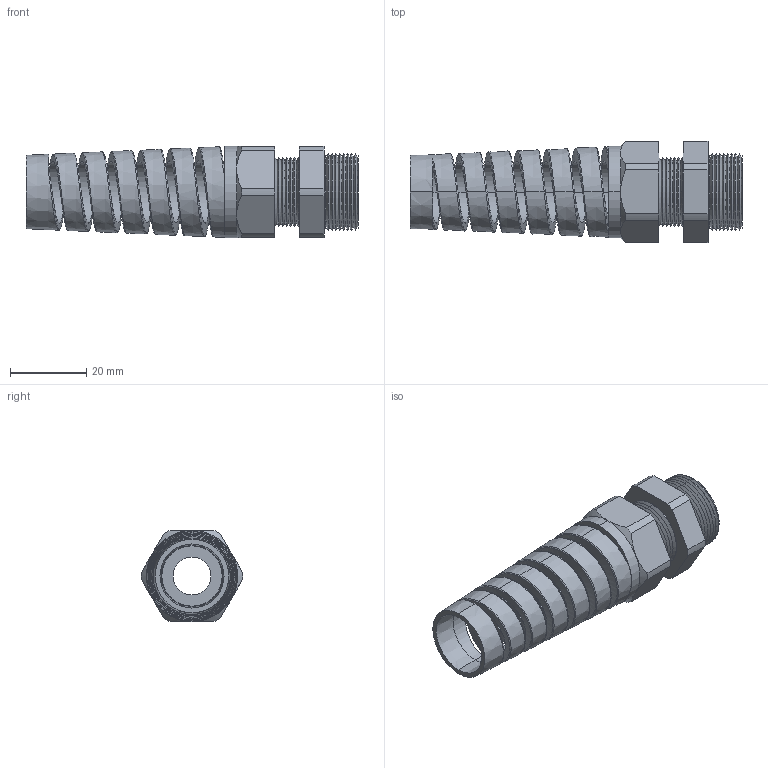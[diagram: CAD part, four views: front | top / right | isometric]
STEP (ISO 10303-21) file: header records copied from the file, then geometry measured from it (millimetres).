
FILE_DESCRIPTION (( 'STEP AP203' ), '1' );
FILE_NAME ('CF13BA-GY.STEP', '2008-05-28T16:32:10', ( 'Baystate01' ), ( 'Baystate' ), 'SwSTEP 2.0', 'SolidWorks 2007', '' );
FILE_SCHEMA (( 'CONFIG_CONTROL_DESIGN' ));
Length unit declared in the file: inch
Products named in the file (1): CF13BA-GY
Bounding box: 86.87 x 26.49 x 23.88 mm (x, y, z)
Volume: 15968.9 mm3; surface area: 13597.5 mm2
Topology: 2 solids, 2 shells, 161 faces, 378 edges, 224 vertices
Faces by surface type: cone 90, cylinder 37, plane 24, torus 6, bspline 4
Entity records: 12200 total; most frequent: CARTESIAN_POINT 8498, DIRECTION 762, ORIENTED_EDGE 756, EDGE_CURVE 378, AXIS2_PLACEMENT_3D 303, VERTEX_POINT 224, EDGE_LOOP 170, ADVANCED_FACE 161
